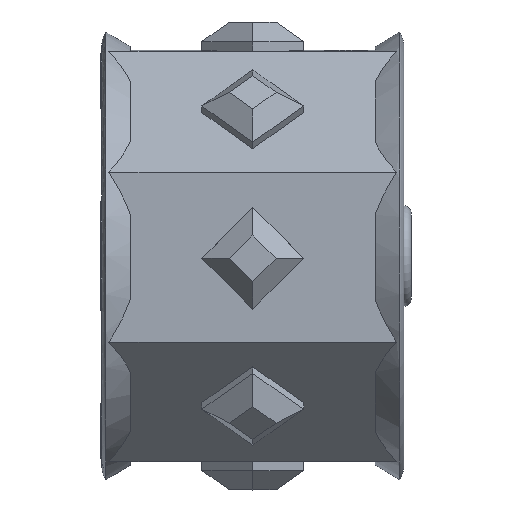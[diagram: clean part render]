
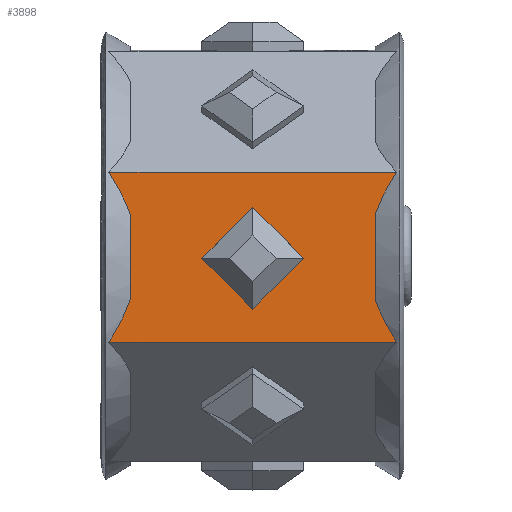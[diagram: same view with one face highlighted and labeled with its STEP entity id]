
A CAD part, top view. The second image highlights one B-rep face of the part: STEP entity #3898.
In plain terms, the highlighted planar face has unit normal (0, -0.007, 1).
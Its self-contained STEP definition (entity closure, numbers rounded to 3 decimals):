
#15=(
BOUNDED_CURVE()
B_SPLINE_CURVE(2,(#8405,#8406,#8407),.UNSPECIFIED.,.F.,.F.)
B_SPLINE_CURVE_WITH_KNOTS((3,3),(0.447,0.798),
 .UNSPECIFIED.)
CURVE()
GEOMETRIC_REPRESENTATION_ITEM()
RATIONAL_B_SPLINE_CURVE((1.072,1.093,1.104))
REPRESENTATION_ITEM('')
);
#30=(
BOUNDED_CURVE()
B_SPLINE_CURVE(2,(#8479,#8480,#8481),.UNSPECIFIED.,.F.,.F.)
B_SPLINE_CURVE_WITH_KNOTS((3,3),(1.538,1.89),
 .UNSPECIFIED.)
CURVE()
GEOMETRIC_REPRESENTATION_ITEM()
RATIONAL_B_SPLINE_CURVE((1.104,1.093,1.072))
REPRESENTATION_ITEM('')
);
#31=(
BOUNDED_CURVE()
B_SPLINE_CURVE(2,(#8509,#8510,#8511),.UNSPECIFIED.,.F.,.F.)
B_SPLINE_CURVE_WITH_KNOTS((3,3),(0.447,0.798),
 .UNSPECIFIED.)
CURVE()
GEOMETRIC_REPRESENTATION_ITEM()
RATIONAL_B_SPLINE_CURVE((1.072,1.093,1.104))
REPRESENTATION_ITEM('')
);
#46=(
BOUNDED_CURVE()
B_SPLINE_CURVE(2,(#8583,#8584,#8585),.UNSPECIFIED.,.F.,.F.)
B_SPLINE_CURVE_WITH_KNOTS((3,3),(1.538,1.89),
 .UNSPECIFIED.)
CURVE()
GEOMETRIC_REPRESENTATION_ITEM()
RATIONAL_B_SPLINE_CURVE((1.104,1.093,1.072))
REPRESENTATION_ITEM('')
);
#320=FACE_BOUND('',#907,.T.);
#676=FACE_OUTER_BOUND('',#906,.T.);
#906=EDGE_LOOP('',(#3470,#3471,#3472,#3473,#3474,#3475,#3476,#3477));
#907=EDGE_LOOP('',(#3478,#3479,#3480,#3481));
#947=LINE('',#8490,#1197);
#956=LINE('',#8594,#1206);
#1084=LINE('',#13473,#1334);
#1087=LINE('',#13478,#1337);
#1146=LINE('',#13600,#1396);
#1147=LINE('',#13602,#1397);
#1164=LINE('',#13635,#1414);
#1165=LINE('',#13637,#1415);
#1197=VECTOR('',#4435,10.);
#1206=VECTOR('',#4484,10.);
#1334=VECTOR('',#4986,10.);
#1337=VECTOR('',#4991,10.);
#1396=VECTOR('',#5104,10.);
#1397=VECTOR('',#5107,10.);
#1414=VECTOR('',#5146,10.);
#1415=VECTOR('',#5149,10.);
#1533=VERTEX_POINT('',#8402);
#1534=VERTEX_POINT('',#8404);
#1555=VERTEX_POINT('',#8474);
#1556=VERTEX_POINT('',#8478);
#1560=VERTEX_POINT('',#8506);
#1561=VERTEX_POINT('',#8508);
#1582=VERTEX_POINT('',#8578);
#1583=VERTEX_POINT('',#8582);
#1753=VERTEX_POINT('',#13470);
#1754=VERTEX_POINT('',#13472);
#1755=VERTEX_POINT('',#13476);
#1791=VERTEX_POINT('',#13598);
#1943=EDGE_CURVE('',#1534,#1533,#15,.T.);
#1965=EDGE_CURVE('',#1556,#1555,#30,.T.);
#1970=EDGE_CURVE('',#1533,#1556,#947,.T.);
#1979=EDGE_CURVE('',#1561,#1560,#31,.T.);
#2001=EDGE_CURVE('',#1583,#1582,#46,.T.);
#2006=EDGE_CURVE('',#1560,#1583,#956,.T.);
#2296=EDGE_CURVE('',#1754,#1753,#1084,.T.);
#2299=EDGE_CURVE('',#1753,#1755,#1087,.T.);
#2358=EDGE_CURVE('',#1755,#1791,#1146,.T.);
#2359=EDGE_CURVE('',#1791,#1754,#1147,.T.);
#2376=EDGE_CURVE('',#1555,#1561,#1164,.T.);
#2377=EDGE_CURVE('',#1534,#1582,#1165,.T.);
#3470=ORIENTED_EDGE('',*,*,#2376,.T.);
#3471=ORIENTED_EDGE('',*,*,#1979,.T.);
#3472=ORIENTED_EDGE('',*,*,#2006,.T.);
#3473=ORIENTED_EDGE('',*,*,#2001,.T.);
#3474=ORIENTED_EDGE('',*,*,#2377,.F.);
#3475=ORIENTED_EDGE('',*,*,#1943,.T.);
#3476=ORIENTED_EDGE('',*,*,#1970,.T.);
#3477=ORIENTED_EDGE('',*,*,#1965,.T.);
#3478=ORIENTED_EDGE('',*,*,#2299,.T.);
#3479=ORIENTED_EDGE('',*,*,#2358,.T.);
#3480=ORIENTED_EDGE('',*,*,#2359,.T.);
#3481=ORIENTED_EDGE('',*,*,#2296,.T.);
#3676=PLANE('',#4244);
#3898=ADVANCED_FACE('',(#676,#320),#3676,.T.);
#4244=AXIS2_PLACEMENT_3D('',#13636,#5147,#5148);
#4435=DIRECTION('',(0.,1.,0.007));
#4484=DIRECTION('',(0.,-1.,-0.007));
#4986=DIRECTION('',(0.707,-0.707,-0.005));
#4991=DIRECTION('',(-0.707,-0.707,-0.005));
#5104=DIRECTION('',(-0.707,0.707,0.005));
#5107=DIRECTION('',(0.707,0.707,0.005));
#5146=DIRECTION('',(-1.,0.,0.));
#5147=DIRECTION('center_axis',(0.,-0.007,
1.));
#5148=DIRECTION('ref_axis',(-1.,0.,0.));
#5149=DIRECTION('',(-1.,0.,0.));
#8402=CARTESIAN_POINT('',(-26.09,23.753,22.353));
#8404=CARTESIAN_POINT('',(-24.601,20.79,22.331));
#8405=CARTESIAN_POINT('Ctrl Pts',(-24.601,20.79,22.331));
#8406=CARTESIAN_POINT('Ctrl Pts',(-25.595,22.314,22.342));
#8407=CARTESIAN_POINT('Ctrl Pts',(-26.09,23.753,22.353));
#8474=CARTESIAN_POINT('',(-24.601,32.594,22.418));
#8478=CARTESIAN_POINT('',(-26.09,29.631,22.396));
#8479=CARTESIAN_POINT('Ctrl Pts',(-26.09,29.631,22.396));
#8480=CARTESIAN_POINT('Ctrl Pts',(-25.595,31.07,22.407));
#8481=CARTESIAN_POINT('Ctrl Pts',(-24.601,32.594,22.418));
#8490=CARTESIAN_POINT('',(-26.09,20.79,22.331));
#8506=CARTESIAN_POINT('',(-43.09,29.631,22.396));
#8508=CARTESIAN_POINT('',(-44.579,32.594,22.418));
#8509=CARTESIAN_POINT('Ctrl Pts',(-44.579,32.594,22.418));
#8510=CARTESIAN_POINT('Ctrl Pts',(-43.585,31.07,22.407));
#8511=CARTESIAN_POINT('Ctrl Pts',(-43.09,29.631,22.396));
#8578=CARTESIAN_POINT('',(-44.579,20.79,22.331));
#8582=CARTESIAN_POINT('',(-43.09,23.753,22.353));
#8583=CARTESIAN_POINT('Ctrl Pts',(-43.09,23.753,22.353));
#8584=CARTESIAN_POINT('Ctrl Pts',(-43.585,22.314,22.342));
#8585=CARTESIAN_POINT('Ctrl Pts',(-44.579,20.79,22.331));
#8594=CARTESIAN_POINT('',(-43.09,20.79,22.331));
#13470=CARTESIAN_POINT('',(-31.055,26.618,22.374));
#13472=CARTESIAN_POINT('',(-34.59,30.153,22.4));
#13473=CARTESIAN_POINT('',(-30.716,26.279,22.372));
#13476=CARTESIAN_POINT('',(-34.59,23.082,22.348));
#13478=CARTESIAN_POINT('',(-30.679,26.993,22.377));
#13598=CARTESIAN_POINT('',(-38.126,26.618,22.374));
#13600=CARTESIAN_POINT('',(-34.252,22.744,22.346));
#13602=CARTESIAN_POINT('',(-34.215,30.529,22.403));
#13635=CARTESIAN_POINT('',(-26.09,32.594,22.418));
#13636=CARTESIAN_POINT('Origin',(-26.09,26.692,22.375));
#13637=CARTESIAN_POINT('',(-26.09,20.79,22.331));
